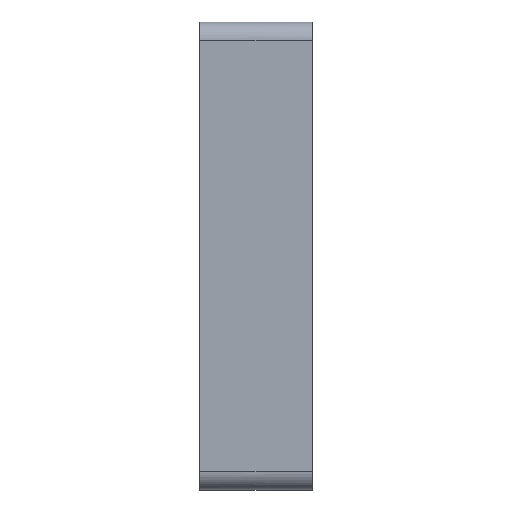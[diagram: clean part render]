
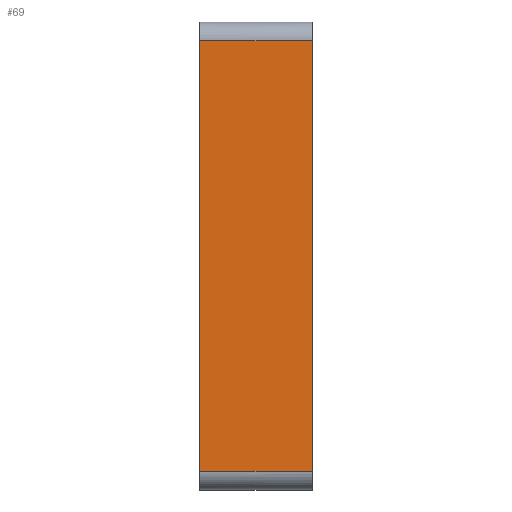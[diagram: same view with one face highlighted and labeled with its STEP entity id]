
A CAD part, front view. The second image highlights one B-rep face of the part: STEP entity #69.
In plain terms, the highlighted free-form (B-spline) face has degree [1, 1] with [2, 2] control points.
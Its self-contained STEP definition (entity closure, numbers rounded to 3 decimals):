
#69 = ADVANCED_FACE('',(#70),#100,.T.);
#70 = FACE_BOUND('',#71,.T.);
#71 = EDGE_LOOP('',(#72,#81,#88,#95));
#72 = ORIENTED_EDGE('',*,*,#73,.T.);
#73 = EDGE_CURVE('',#74,#76,#78,.T.);
#74 = VERTEX_POINT('',#75);
#75 = CARTESIAN_POINT('',(12.177,-40.591,-23.34
    ));
#76 = VERTEX_POINT('',#77);
#77 = CARTESIAN_POINT('',(12.177,-40.591,
    23.34));
#78 = B_SPLINE_CURVE_WITH_KNOTS('',1,(#79,#80),.UNSPECIFIED.,.F.,.F.,(2,
    2),(2.,48.),.PIECEWISE_BEZIER_KNOTS.);
#79 = CARTESIAN_POINT('',(12.177,-40.591,-23.34
    ));
#80 = CARTESIAN_POINT('',(12.177,-40.591,
    23.34));
#81 = ORIENTED_EDGE('',*,*,#82,.T.);
#82 = EDGE_CURVE('',#76,#83,#85,.T.);
#83 = VERTEX_POINT('',#84);
#84 = CARTESIAN_POINT('',(0.,-40.591,
    23.34));
#85 = B_SPLINE_CURVE_WITH_KNOTS('',1,(#86,#87),.UNSPECIFIED.,.F.,.F.,(2,
    2),(0.,12.),.PIECEWISE_BEZIER_KNOTS.);
#86 = CARTESIAN_POINT('',(12.177,-40.591,
    23.34));
#87 = CARTESIAN_POINT('',(0.,-40.591,
    23.34));
#88 = ORIENTED_EDGE('',*,*,#89,.F.);
#89 = EDGE_CURVE('',#90,#83,#92,.T.);
#90 = VERTEX_POINT('',#91);
#91 = CARTESIAN_POINT('',(0.,-40.591,
    -23.34));
#92 = B_SPLINE_CURVE_WITH_KNOTS('',1,(#93,#94),.UNSPECIFIED.,.F.,.F.,(2,
    2),(2.,48.),.PIECEWISE_BEZIER_KNOTS.);
#93 = CARTESIAN_POINT('',(0.,-40.591,
    -23.34));
#94 = CARTESIAN_POINT('',(0.,-40.591,
    23.34));
#95 = ORIENTED_EDGE('',*,*,#96,.T.);
#96 = EDGE_CURVE('',#90,#74,#97,.T.);
#97 = B_SPLINE_CURVE_WITH_KNOTS('',1,(#98,#99),.UNSPECIFIED.,.F.,.F.,(2,
    2),(-12.,-0.),.PIECEWISE_BEZIER_KNOTS.);
#98 = CARTESIAN_POINT('',(0.,-40.591,
    -23.34));
#99 = CARTESIAN_POINT('',(12.177,-40.591,-23.34
    ));
#100 = B_SPLINE_SURFACE_WITH_KNOTS('',1,1,(
    (#101,#102)
    ,(#103,#104
    )),.UNSPECIFIED.,.F.,.F.,.F.,(2,2),(2,2),(2.,48.),(0.,12.),
  .PIECEWISE_BEZIER_KNOTS.);
#101 = CARTESIAN_POINT('',(12.177,-40.591,
    -23.34));
#102 = CARTESIAN_POINT('',(0.,-40.591,
    -23.34));
#103 = CARTESIAN_POINT('',(12.177,-40.591,
    23.34));
#104 = CARTESIAN_POINT('',(0.,-40.591,
    23.34));
